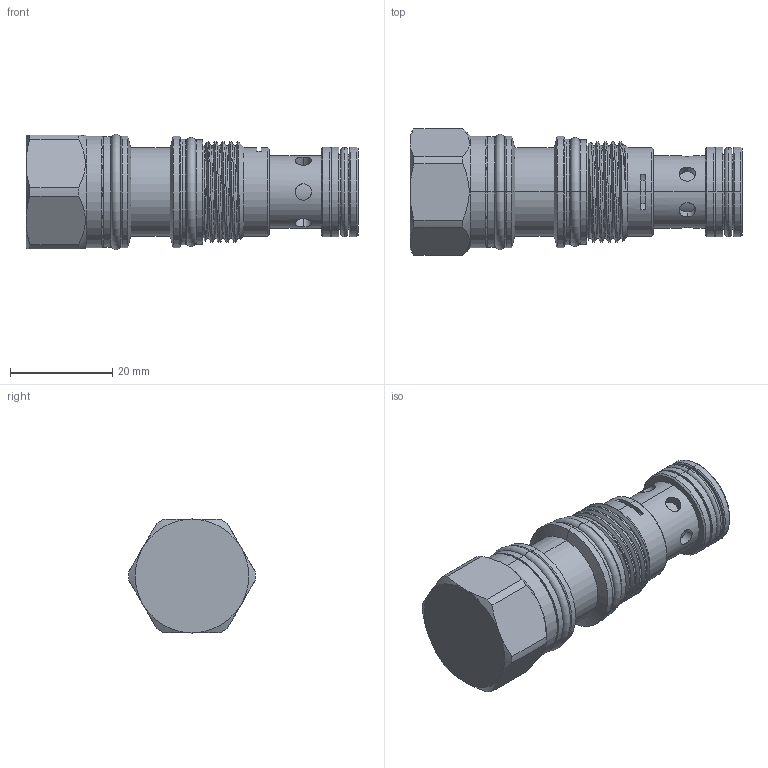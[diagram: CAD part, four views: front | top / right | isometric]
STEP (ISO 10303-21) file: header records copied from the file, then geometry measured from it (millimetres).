
FILE_DESCRIPTION (( 'STEP AP203' ), '1' );
FILE_NAME ('LC11A3C-N.STEP', '2016-05-31T02:12:28', ( '' ), ( '' ), 'SwSTEP 2.0', 'SolidWorks 2012', '' );
FILE_SCHEMA (( 'CONFIG_CONTROL_DESIGN' ));
Length unit declared in the file: millimetre
Products named in the file (1): LC11A3C-N
Bounding box: 64.97 x 24.79 x 22.55 mm (x, y, z)
Volume: 18192.8 mm3; surface area: 7473.7 mm2
Topology: 3 solids, 3 shells, 209 faces, 478 edges, 296 vertices
Faces by surface type: cylinder 99, plane 46, cone 35, torus 26, bspline 3
Entity records: 9234 total; most frequent: CARTESIAN_POINT 4477, DIRECTION 1015, ORIENTED_EDGE 956, EDGE_CURVE 478, AXIS2_PLACEMENT_3D 429, VERTEX_POINT 296, EDGE_LOOP 234, CIRCLE 222
